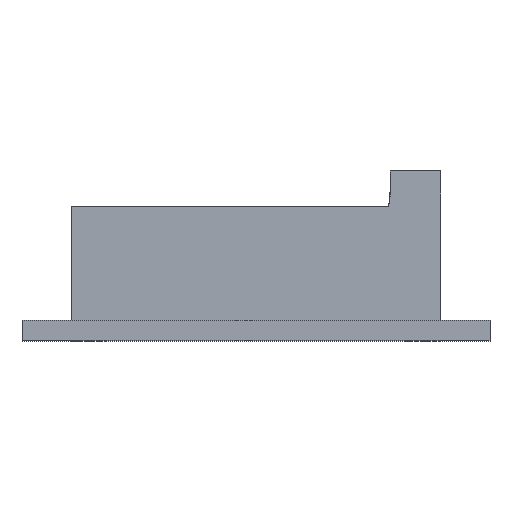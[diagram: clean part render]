
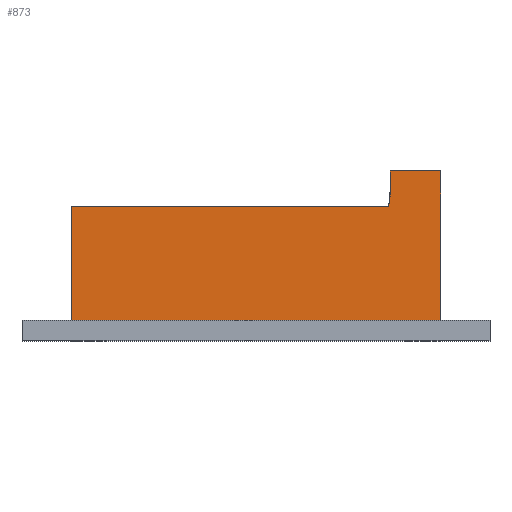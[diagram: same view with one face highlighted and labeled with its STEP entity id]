
A CAD part, top view. The second image highlights one B-rep face of the part: STEP entity #873.
In plain terms, the highlighted planar face has unit normal (0, 0, 1).
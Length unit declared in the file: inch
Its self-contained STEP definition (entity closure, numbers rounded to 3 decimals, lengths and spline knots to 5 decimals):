
#33 = ORIENTED_EDGE ( 'NONE', *, *, #988, .T. ) ;
#37 = EDGE_CURVE ( 'NONE', #47, #432, #1028, .T. ) ;
#47 = VERTEX_POINT ( 'NONE', #863 ) ;
#49 = VECTOR ( 'NONE', #1397, 39.37008 ) ;
#67 = EDGE_CURVE ( 'NONE', #432, #1235, #530, .T. ) ;
#97 = ORIENTED_EDGE ( 'NONE', *, *, #37, .F. ) ;
#162 = CARTESIAN_POINT ( 'NONE',  ( 2.01591, 0., 2. ) ) ;
#191 = VECTOR ( 'NONE', #514, 39.37008 ) ;
#216 = DIRECTION ( 'NONE',  ( 1., 0., 0. ) ) ;
#235 = CARTESIAN_POINT ( 'NONE',  ( 2.76, 0.1757, 2. ) ) ;
#245 = DIRECTION ( 'NONE',  ( 0., -1., 0. ) ) ;
#263 = CARTESIAN_POINT ( 'NONE',  ( -2.76, -0.35006, 2. ) ) ;
#271 = VERTEX_POINT ( 'NONE', #1347 ) ;
#362 = ORIENTED_EDGE ( 'NONE', *, *, #765, .F. ) ;
#375 = LINE ( 'NONE', #492, #49 ) ;
#418 = VERTEX_POINT ( 'NONE', #263 ) ;
#432 = VERTEX_POINT ( 'NONE', #162 ) ;
#457 = LINE ( 'NONE', #906, #1315 ) ;
#477 = CARTESIAN_POINT ( 'NONE',  ( 2.00823, 0.1757, 2. ) ) ;
#480 = AXIS2_PLACEMENT_3D ( 'NONE', #1434, #1215, #629 ) ;
#492 = CARTESIAN_POINT ( 'NONE',  ( -3.5, -2.06, 2. ) ) ;
#514 = DIRECTION ( 'NONE',  ( -1., 0., 0. ) ) ;
#530 = CIRCLE ( 'NONE', #910, 2.01591 ) ;
#542 = EDGE_LOOP ( 'NONE', ( #97, #1443, #33, #898, #801, #362, #1022 ) ) ;
#573 = DIRECTION ( 'NONE',  ( 0., -1., 0. ) ) ;
#624 = CARTESIAN_POINT ( 'NONE',  ( 0., -0.35006, 2. ) ) ;
#629 = DIRECTION ( 'NONE',  ( 1., 0., 0. ) ) ;
#632 = AXIS2_PLACEMENT_3D ( 'NONE', #660, #1129, #1254 ) ;
#660 = CARTESIAN_POINT ( 'NONE',  ( 0., 0., 2. ) ) ;
#671 = CARTESIAN_POINT ( 'NONE',  ( -2.76, -2.06, 2. ) ) ;
#701 = VECTOR ( 'NONE', #783, 39.37008 ) ;
#735 = EDGE_CURVE ( 'NONE', #47, #418, #1055, .T. ) ;
#765 = EDGE_CURVE ( 'NONE', #1235, #1333, #1106, .T. ) ;
#783 = DIRECTION ( 'NONE',  ( 1., 0., 0. ) ) ;
#801 = ORIENTED_EDGE ( 'NONE', *, *, #881, .F. ) ;
#863 = CARTESIAN_POINT ( 'NONE',  ( 1.98528, -0.35006, 2. ) ) ;
#873 = ADVANCED_FACE ( 'NONE', ( #1223 ), #1097, .T. ) ;
#881 = EDGE_CURVE ( 'NONE', #1333, #271, #1148, .T. ) ;
#885 = CARTESIAN_POINT ( 'NONE',  ( 0., 0.1757, 2. ) ) ;
#898 = ORIENTED_EDGE ( 'NONE', *, *, #1060, .T. ) ;
#900 = CARTESIAN_POINT ( 'NONE',  ( 2.76, 0., 2. ) ) ;
#906 = CARTESIAN_POINT ( 'NONE',  ( -2.76, 0., 2. ) ) ;
#910 = AXIS2_PLACEMENT_3D ( 'NONE', #1227, #1234, #216 ) ;
#988 = EDGE_CURVE ( 'NONE', #418, #1288, #457, .T. ) ;
#1022 = ORIENTED_EDGE ( 'NONE', *, *, #67, .F. ) ;
#1028 = CIRCLE ( 'NONE', #480, 2.01591 ) ;
#1055 = LINE ( 'NONE', #624, #191 ) ;
#1060 = EDGE_CURVE ( 'NONE', #1288, #271, #375, .T. ) ;
#1097 = PLANE ( 'NONE',  #632 ) ;
#1106 = LINE ( 'NONE', #885, #701 ) ;
#1129 = DIRECTION ( 'NONE',  ( 0., 0., 1. ) ) ;
#1148 = LINE ( 'NONE', #900, #1170 ) ;
#1170 = VECTOR ( 'NONE', #245, 39.37008 ) ;
#1215 = DIRECTION ( 'NONE',  ( 0., 0., 1. ) ) ;
#1223 = FACE_OUTER_BOUND ( 'NONE', #542, .T. ) ;
#1227 = CARTESIAN_POINT ( 'NONE',  ( 0., 0., 2. ) ) ;
#1234 = DIRECTION ( 'NONE',  ( 0., 0., 1. ) ) ;
#1235 = VERTEX_POINT ( 'NONE', #477 ) ;
#1254 = DIRECTION ( 'NONE',  ( 1., 0., 0. ) ) ;
#1288 = VERTEX_POINT ( 'NONE', #671 ) ;
#1315 = VECTOR ( 'NONE', #573, 39.37008 ) ;
#1333 = VERTEX_POINT ( 'NONE', #235 ) ;
#1347 = CARTESIAN_POINT ( 'NONE',  ( 2.76, -2.06, 2. ) ) ;
#1397 = DIRECTION ( 'NONE',  ( 1., 0., 0. ) ) ;
#1434 = CARTESIAN_POINT ( 'NONE',  ( 0., 0., 2. ) ) ;
#1443 = ORIENTED_EDGE ( 'NONE', *, *, #735, .T. ) ;
